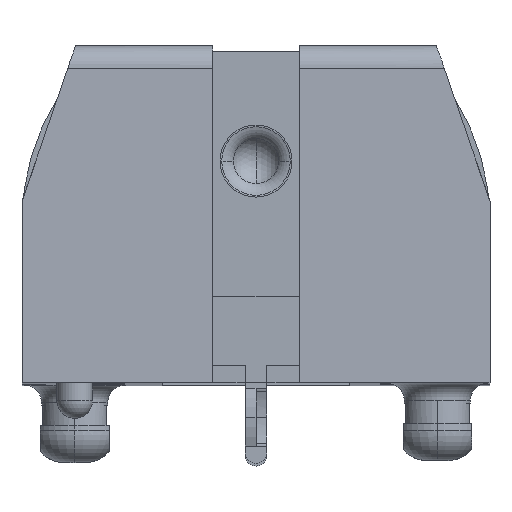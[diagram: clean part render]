
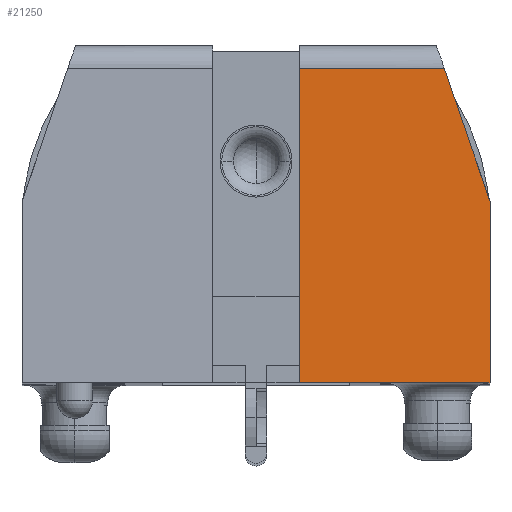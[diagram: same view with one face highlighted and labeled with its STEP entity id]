
A CAD part, top view. The second image highlights one B-rep face of the part: STEP entity #21250.
In plain terms, the highlighted planar face has unit normal (0, 0.018, 1).
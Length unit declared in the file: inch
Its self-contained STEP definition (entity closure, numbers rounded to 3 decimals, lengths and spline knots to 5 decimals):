
#95 = LINE ( 'NONE', #9982, #18107 ) ;
#170 = VERTEX_POINT ( 'NONE', #3810 ) ;
#1114 = VERTEX_POINT ( 'NONE', #10647 ) ;
#2294 = VECTOR ( 'NONE', #21429, 39.37008 ) ;
#2896 = EDGE_CURVE ( 'NONE', #170, #29815, #10624, .T. ) ;
#3040 = LINE ( 'NONE', #7429, #2294 ) ;
#3810 = CARTESIAN_POINT ( 'NONE',  ( 0.075, 0., 1.51681 ) ) ;
#3996 = CARTESIAN_POINT ( 'NONE',  ( -0.4065, -0.068, 1.518 ) ) ;
#5598 = CARTESIAN_POINT ( 'NONE',  ( 0.075, 0.5457, 1.50729 ) ) ;
#5651 = AXIS2_PLACEMENT_3D ( 'NONE', #3996, #22727, #8740 ) ;
#6009 = ORIENTED_EDGE ( 'NONE', *, *, #20485, .F. ) ;
#7381 = FACE_OUTER_BOUND ( 'NONE', #18428, .T. ) ;
#7429 = CARTESIAN_POINT ( 'NONE',  ( 0.43825, 0.22278, 1.51292 ) ) ;
#7465 = ORIENTED_EDGE ( 'NONE', *, *, #13901, .T. ) ;
#8071 = VERTEX_POINT ( 'NONE', #28377 ) ;
#8740 = DIRECTION ( 'NONE',  ( 0., -1., 0.017 ) ) ;
#9122 = LINE ( 'NONE', #26968, #27055 ) ;
#9982 = CARTESIAN_POINT ( 'NONE',  ( -0.4065, 0., 1.51681 ) ) ;
#10091 = CARTESIAN_POINT ( 'NONE',  ( 0.075, -0.068, 1.518 ) ) ;
#10624 = LINE ( 'NONE', #10091, #21578 ) ;
#10647 = CARTESIAN_POINT ( 'NONE',  ( 0.4065, 0., 1.51681 ) ) ;
#13901 = EDGE_CURVE ( 'NONE', #19950, #29815, #9122, .T. ) ;
#14576 = DIRECTION ( 'NONE',  ( 0., -1., 0.017 ) ) ;
#15075 = ORIENTED_EDGE ( 'NONE', *, *, #28916, .F. ) ;
#18051 = PLANE ( 'NONE',  #5651 ) ;
#18107 = VECTOR ( 'NONE', #21641, 39.37008 ) ;
#18428 = EDGE_LOOP ( 'NONE', ( #15075, #7465, #28734, #6009, #24754 ) ) ;
#19950 = VERTEX_POINT ( 'NONE', #24857 ) ;
#20485 = EDGE_CURVE ( 'NONE', #1114, #170, #95, .T. ) ;
#21250 = ADVANCED_FACE ( 'NONE', ( #7381 ), #18051, .T. ) ;
#21429 = DIRECTION ( 'NONE',  ( 0.326, -0.945, 0.017 ) ) ;
#21578 = VECTOR ( 'NONE', #28801, 39.37008 ) ;
#21641 = DIRECTION ( 'NONE',  ( -1., 0., 0. ) ) ;
#22727 = DIRECTION ( 'NONE',  ( 0., 0.017, 1. ) ) ;
#23019 = VECTOR ( 'NONE', #14576, 39.37008 ) ;
#23754 = LINE ( 'NONE', #28564, #23019 ) ;
#23859 = EDGE_CURVE ( 'NONE', #8071, #1114, #23754, .T. ) ;
#24754 = ORIENTED_EDGE ( 'NONE', *, *, #23859, .F. ) ;
#24857 = CARTESIAN_POINT ( 'NONE',  ( 0.32706, 0.5457, 1.50729 ) ) ;
#26968 = CARTESIAN_POINT ( 'NONE',  ( 0.075, 0.5457, 1.50729 ) ) ;
#27055 = VECTOR ( 'NONE', #29301, 39.37008 ) ;
#28377 = CARTESIAN_POINT ( 'NONE',  ( 0.4065, 0.315, 1.51131 ) ) ;
#28564 = CARTESIAN_POINT ( 'NONE',  ( 0.4065, -0.068, 1.518 ) ) ;
#28734 = ORIENTED_EDGE ( 'NONE', *, *, #2896, .F. ) ;
#28801 = DIRECTION ( 'NONE',  ( 0., 1., -0.017 ) ) ;
#28916 = EDGE_CURVE ( 'NONE', #19950, #8071, #3040, .T. ) ;
#29301 = DIRECTION ( 'NONE',  ( -1., 0., 0. ) ) ;
#29815 = VERTEX_POINT ( 'NONE', #5598 ) ;
